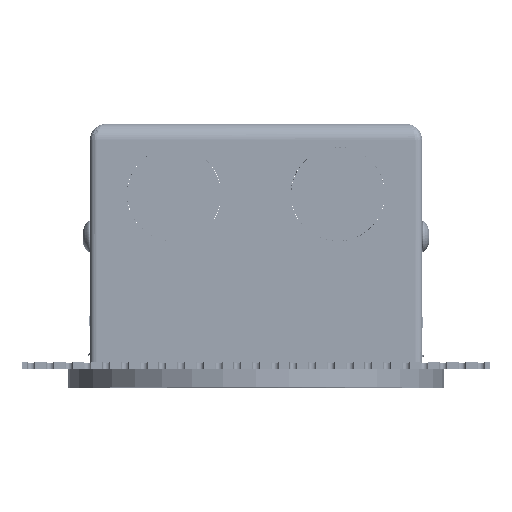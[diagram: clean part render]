
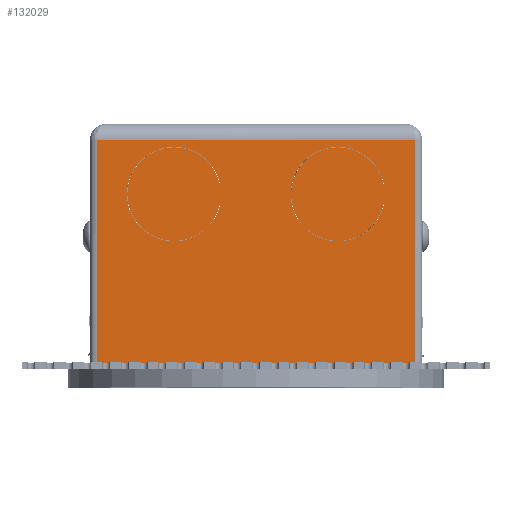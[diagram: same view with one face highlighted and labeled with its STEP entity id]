
A CAD part, top view. The second image highlights one B-rep face of the part: STEP entity #132029.
In plain terms, the highlighted face is planar.
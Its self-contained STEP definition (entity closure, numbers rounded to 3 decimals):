
#129659=CARTESIAN_POINT('Vertex',(7.702,35.5,34.)) ;
#129664=CARTESIAN_POINT('Axis2P3D Location',(17.5,35.5,36.)) ;
#129668=CARTESIAN_POINT('Vertex',(7.702,35.5,38.)) ;
#129706=CARTESIAN_POINT('Vertex',(7.6,35.5,34.)) ;
#129709=CARTESIAN_POINT('Line Origine',(7.651,35.5,34.)) ;
#129726=CARTESIAN_POINT('Line Origine',(7.651,35.5,38.)) ;
#129730=CARTESIAN_POINT('Vertex',(7.6,35.5,38.)) ;
#129914=CARTESIAN_POINT('Axis2P3D Location',(17.5,35.5,36.)) ;
#129930=CARTESIAN_POINT('Vertex',(-27.4,35.5,34.)) ;
#129933=CARTESIAN_POINT('Line Origine',(-27.349,35.5,34.)) ;
#129937=CARTESIAN_POINT('Vertex',(-27.298,35.5,34.)) ;
#129957=CARTESIAN_POINT('Axis2P3D Location',(-17.5,35.5,36.)) ;
#129961=CARTESIAN_POINT('Vertex',(-27.298,35.5,38.)) ;
#129976=CARTESIAN_POINT('Line Origine',(-27.349,35.5,38.)) ;
#129980=CARTESIAN_POINT('Vertex',(-27.4,35.5,38.)) ;
#130000=CARTESIAN_POINT('Axis2P3D Location',(-17.5,35.5,36.)) ;
#131931=CARTESIAN_POINT('Vertex',(34.,35.5,47.5)) ;
#131968=CARTESIAN_POINT('Line Origine',(34.,35.5,23.75)) ;
#131972=CARTESIAN_POINT('Vertex',(34.,35.5,0.)) ;
#131987=CARTESIAN_POINT('Axis2P3D Location',(-35.5,35.5,0.)) ;
#131992=CARTESIAN_POINT('Line Origine',(-34.,35.5,23.75)) ;
#131996=CARTESIAN_POINT('Vertex',(-34.,35.5,0.)) ;
#131998=CARTESIAN_POINT('Vertex',(-34.,35.5,47.5)) ;
#132001=CARTESIAN_POINT('Line Origine',(0.,35.5,47.5)) ;
#132006=CARTESIAN_POINT('Line Origine',(0.,35.5,0.)) ;
#129711=VECTOR('Line Direction',#129710,1.) ;
#129728=VECTOR('Line Direction',#129727,1.) ;
#129935=VECTOR('Line Direction',#129934,1.) ;
#129978=VECTOR('Line Direction',#129977,1.) ;
#131970=VECTOR('Line Direction',#131969,1.) ;
#131994=VECTOR('Line Direction',#131993,1.) ;
#132003=VECTOR('Line Direction',#132002,1.) ;
#132008=VECTOR('Line Direction',#132007,1.) ;
#129665=DIRECTION('Axis2P3D Direction',(0.,1.,-0.)) ;
#129710=DIRECTION('Vector Direction',(-1.,0.,0.)) ;
#129727=DIRECTION('Vector Direction',(-1.,0.,0.)) ;
#129915=DIRECTION('Axis2P3D Direction',(0.,1.,-0.)) ;
#129934=DIRECTION('Vector Direction',(-1.,0.,0.)) ;
#129958=DIRECTION('Axis2P3D Direction',(0.,1.,-0.)) ;
#129977=DIRECTION('Vector Direction',(-1.,0.,0.)) ;
#130001=DIRECTION('Axis2P3D Direction',(0.,1.,-0.)) ;
#131969=DIRECTION('Vector Direction',(0.,0.,1.)) ;
#131988=DIRECTION('Axis2P3D Direction',(0.,-1.,0.)) ;
#131989=DIRECTION('Axis2P3D XDirection',(1.,0.,0.)) ;
#131993=DIRECTION('Vector Direction',(0.,0.,1.)) ;
#132002=DIRECTION('Vector Direction',(1.,0.,0.)) ;
#132007=DIRECTION('Vector Direction',(1.,0.,0.)) ;
#129666=AXIS2_PLACEMENT_3D('Circle Axis2P3D',#129664,#129665,$) ;
#129916=AXIS2_PLACEMENT_3D('Circle Axis2P3D',#129914,#129915,$) ;
#129959=AXIS2_PLACEMENT_3D('Circle Axis2P3D',#129957,#129958,$) ;
#130002=AXIS2_PLACEMENT_3D('Circle Axis2P3D',#130000,#130001,$) ;
#131990=AXIS2_PLACEMENT_3D('Plane Axis2P3D',#131987,#131988,#131989) ;
#129712=LINE('Line',#129709,#129711) ;
#129729=LINE('Line',#129726,#129728) ;
#129936=LINE('Line',#129933,#129935) ;
#129979=LINE('Line',#129976,#129978) ;
#131971=LINE('Line',#131968,#131970) ;
#131995=LINE('Line',#131992,#131994) ;
#132004=LINE('Line',#132001,#132003) ;
#132009=LINE('Line',#132006,#132008) ;
#129667=CIRCLE('generated circle',#129666,10.) ;
#129917=CIRCLE('generated circle',#129916,10.1) ;
#129960=CIRCLE('generated circle',#129959,10.) ;
#130003=CIRCLE('generated circle',#130002,10.1) ;
#131991=PLANE('',#131990) ;
#132022=FACE_BOUND('',#132017,.T.) ;
#132028=FACE_BOUND('',#132023,.T.) ;
#129670=EDGE_CURVE('',#129660,#129669,#129667,.F.) ;
#129713=EDGE_CURVE('',#129707,#129660,#129712,.F.) ;
#129732=EDGE_CURVE('',#129669,#129731,#129729,.T.) ;
#129918=EDGE_CURVE('',#129731,#129707,#129917,.T.) ;
#129939=EDGE_CURVE('',#129931,#129938,#129936,.F.) ;
#129963=EDGE_CURVE('',#129938,#129962,#129960,.F.) ;
#129982=EDGE_CURVE('',#129962,#129981,#129979,.T.) ;
#130004=EDGE_CURVE('',#129981,#129931,#130003,.T.) ;
#131974=EDGE_CURVE('',#131973,#131932,#131971,.T.) ;
#132000=EDGE_CURVE('',#131997,#131999,#131995,.T.) ;
#132005=EDGE_CURVE('',#131932,#131999,#132004,.F.) ;
#132010=EDGE_CURVE('',#131973,#131997,#132009,.F.) ;
#132011=EDGE_LOOP('',(#132012,#132013,#132014,#132015)) ;
#132017=EDGE_LOOP('',(#132018,#132019,#132020,#132021)) ;
#132023=EDGE_LOOP('',(#132024,#132025,#132026,#132027)) ;
#132012=ORIENTED_EDGE('',*,*,#132000,.T.) ;
#132013=ORIENTED_EDGE('',*,*,#132005,.F.) ;
#132014=ORIENTED_EDGE('',*,*,#131974,.F.) ;
#132015=ORIENTED_EDGE('',*,*,#132010,.T.) ;
#132018=ORIENTED_EDGE('',*,*,#129713,.F.) ;
#132019=ORIENTED_EDGE('',*,*,#129918,.F.) ;
#132020=ORIENTED_EDGE('',*,*,#129732,.F.) ;
#132021=ORIENTED_EDGE('',*,*,#129670,.F.) ;
#132024=ORIENTED_EDGE('',*,*,#130004,.F.) ;
#132025=ORIENTED_EDGE('',*,*,#129982,.F.) ;
#132026=ORIENTED_EDGE('',*,*,#129963,.F.) ;
#132027=ORIENTED_EDGE('',*,*,#129939,.F.) ;
#129660=VERTEX_POINT('',#129659) ;
#129669=VERTEX_POINT('',#129668) ;
#129707=VERTEX_POINT('',#129706) ;
#129731=VERTEX_POINT('',#129730) ;
#129931=VERTEX_POINT('',#129930) ;
#129938=VERTEX_POINT('',#129937) ;
#129962=VERTEX_POINT('',#129961) ;
#129981=VERTEX_POINT('',#129980) ;
#131932=VERTEX_POINT('',#131931) ;
#131973=VERTEX_POINT('',#131972) ;
#131997=VERTEX_POINT('',#131996) ;
#131999=VERTEX_POINT('',#131998) ;
#132029=ADVANCED_FACE('\X2\96F64EF651E04F554F53\X0\',(#132016,#132022,#132028),#131991,.F.) ;
#132016=FACE_OUTER_BOUND('',#132011,.T.) ;
